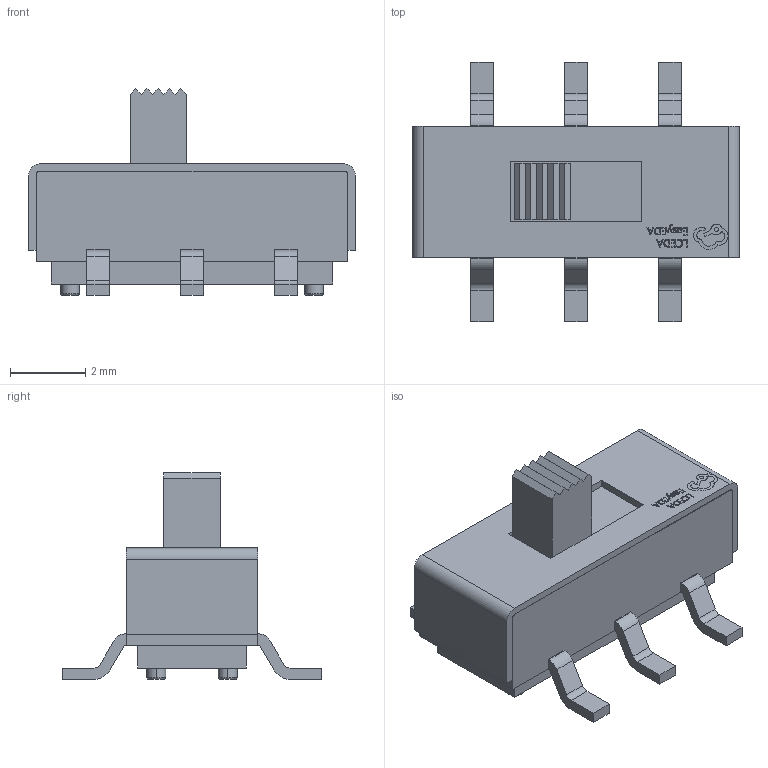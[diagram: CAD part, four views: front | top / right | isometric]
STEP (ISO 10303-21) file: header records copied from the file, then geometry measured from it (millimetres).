
FILE_DESCRIPTION (( 'STEP AP214' ), '1' );
FILE_NAME ('SW-SMD_DEALON_MS-22D17-G2.step', '2022-07-26T15:01:04', ( '' ), ( '' ), 'SwSTEP 2.0', 'SolidWorks 2020', '' );
FILE_SCHEMA (( 'AUTOMOTIVE_DESIGN' ));
Length unit declared in the file: millimetre
Products named in the file (1): SW-SMD_DEALON_MS-22D17-G2
Bounding box: 8.7 x 6.9 x 5.5 mm (x, y, z)
Volume: 97.8 mm3; surface area: 178.1 mm2
Topology: 14 solids, 14 shells, 432 faces, 1144 edges, 760 vertices
Faces by surface type: plane 274, bspline 112, cylinder 38, torus 8
Entity records: 18788 total; most frequent: CARTESIAN_POINT 4441, ORIENTED_EDGE 2288, DIRECTION 1650, EDGE_CURVE 1144, VECTOR 824, LINE 824, VERTEX_POINT 760, EDGE_LOOP 464
